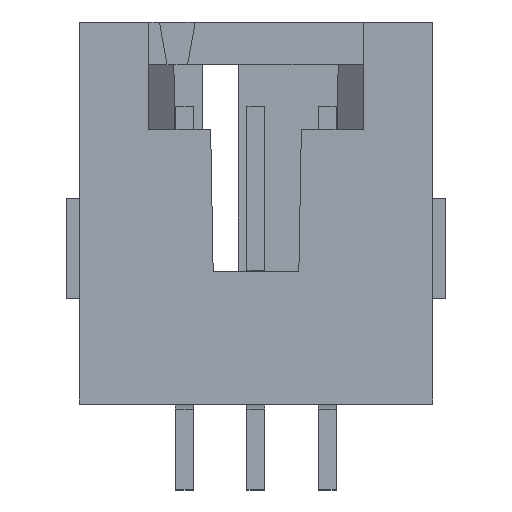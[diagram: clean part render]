
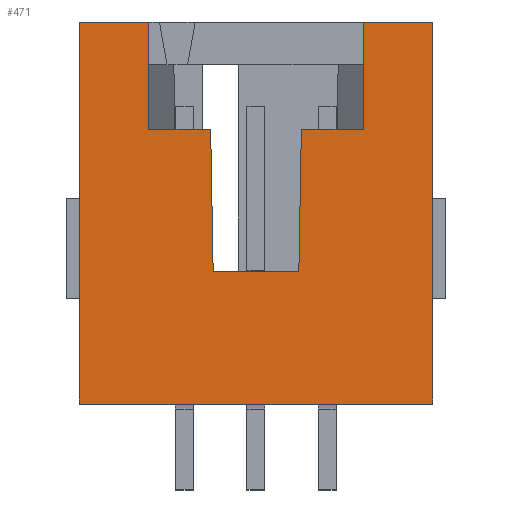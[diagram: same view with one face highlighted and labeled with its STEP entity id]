
A CAD part, top view. The second image highlights one B-rep face of the part: STEP entity #471.
In plain terms, the highlighted planar face has unit normal (0, 0, 1).
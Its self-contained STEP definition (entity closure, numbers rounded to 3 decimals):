
#64 = VERTEX_POINT('',#65);
#65 = CARTESIAN_POINT('',(6.285,-5.536,5.561));
#71 = EDGE_CURVE('',#72,#64,#74,.T.);
#72 = VERTEX_POINT('',#73);
#73 = CARTESIAN_POINT('',(6.285,8.054,5.561));
#74 = LINE('',#75,#76);
#75 = CARTESIAN_POINT('',(6.285,8.054,5.561));
#76 = VECTOR('',#77,1.);
#77 = DIRECTION('',(0.,-1.,0.));
#166 = EDGE_CURVE('',#72,#167,#169,.T.);
#167 = VERTEX_POINT('',#168);
#168 = CARTESIAN_POINT('',(3.815,8.054,5.561));
#169 = LINE('',#170,#171);
#170 = CARTESIAN_POINT('',(6.285,8.054,5.561));
#171 = VECTOR('',#172,1.);
#172 = DIRECTION('',(-1.,0.,0.));
#223 = VERTEX_POINT('',#224);
#224 = CARTESIAN_POINT('',(-3.815,8.054,5.561));
#230 = EDGE_CURVE('',#231,#223,#233,.T.);
#231 = VERTEX_POINT('',#232);
#232 = CARTESIAN_POINT('',(-6.285,8.054,5.561));
#233 = LINE('',#234,#235);
#234 = CARTESIAN_POINT('',(-6.285,8.054,5.561));
#235 = VECTOR('',#236,1.);
#236 = DIRECTION('',(1.,0.,0.));
#471 = ADVANCED_FACE('',(#472),#561,.T.);
#472 = FACE_BOUND('',#473,.F.);
#473 = EDGE_LOOP('',(#474,#484,#492,#500,#508,#514,#515,#516,#524,#530,
    #531,#539,#547,#555));
#474 = ORIENTED_EDGE('',*,*,#475,.T.);
#475 = EDGE_CURVE('',#476,#478,#480,.T.);
#476 = VERTEX_POINT('',#477);
#477 = CARTESIAN_POINT('',(-1.525,-0.836,5.561));
#478 = VERTEX_POINT('',#479);
#479 = CARTESIAN_POINT('',(1.525,-0.836,5.561));
#480 = LINE('',#481,#482);
#481 = CARTESIAN_POINT('',(-1.525,-0.836,5.561));
#482 = VECTOR('',#483,1.);
#483 = DIRECTION('',(1.,0.,0.));
#484 = ORIENTED_EDGE('',*,*,#485,.F.);
#485 = EDGE_CURVE('',#486,#478,#488,.T.);
#486 = VERTEX_POINT('',#487);
#487 = CARTESIAN_POINT('',(1.614,4.244,5.561));
#488 = LINE('',#489,#490);
#489 = CARTESIAN_POINT('',(1.614,4.244,5.561));
#490 = VECTOR('',#491,1.);
#491 = DIRECTION('',(-0.017,-1.,
    0.));
#492 = ORIENTED_EDGE('',*,*,#493,.F.);
#493 = EDGE_CURVE('',#494,#486,#496,.T.);
#494 = VERTEX_POINT('',#495);
#495 = CARTESIAN_POINT('',(2.884,4.244,5.561));
#496 = LINE('',#497,#498);
#497 = CARTESIAN_POINT('',(2.884,4.244,5.561));
#498 = VECTOR('',#499,1.);
#499 = DIRECTION('',(-1.,0.,0.));
#500 = ORIENTED_EDGE('',*,*,#501,.F.);
#501 = EDGE_CURVE('',#502,#494,#504,.T.);
#502 = VERTEX_POINT('',#503);
#503 = CARTESIAN_POINT('',(3.815,4.244,5.561));
#504 = LINE('',#505,#506);
#505 = CARTESIAN_POINT('',(3.815,4.244,5.561));
#506 = VECTOR('',#507,1.);
#507 = DIRECTION('',(-1.,0.,0.));
#508 = ORIENTED_EDGE('',*,*,#509,.F.);
#509 = EDGE_CURVE('',#167,#502,#510,.T.);
#510 = LINE('',#511,#512);
#511 = CARTESIAN_POINT('',(3.815,8.054,5.561));
#512 = VECTOR('',#513,1.);
#513 = DIRECTION('',(0.,-1.,0.));
#514 = ORIENTED_EDGE('',*,*,#166,.F.);
#515 = ORIENTED_EDGE('',*,*,#71,.T.);
#516 = ORIENTED_EDGE('',*,*,#517,.T.);
#517 = EDGE_CURVE('',#64,#518,#520,.T.);
#518 = VERTEX_POINT('',#519);
#519 = CARTESIAN_POINT('',(-6.285,-5.536,5.561));
#520 = LINE('',#521,#522);
#521 = CARTESIAN_POINT('',(6.285,-5.536,5.561));
#522 = VECTOR('',#523,1.);
#523 = DIRECTION('',(-1.,0.,0.));
#524 = ORIENTED_EDGE('',*,*,#525,.T.);
#525 = EDGE_CURVE('',#518,#231,#526,.T.);
#526 = LINE('',#527,#528);
#527 = CARTESIAN_POINT('',(-6.285,-5.536,5.561));
#528 = VECTOR('',#529,1.);
#529 = DIRECTION('',(0.,1.,0.));
#530 = ORIENTED_EDGE('',*,*,#230,.T.);
#531 = ORIENTED_EDGE('',*,*,#532,.T.);
#532 = EDGE_CURVE('',#223,#533,#535,.T.);
#533 = VERTEX_POINT('',#534);
#534 = CARTESIAN_POINT('',(-3.815,4.244,5.561));
#535 = LINE('',#536,#537);
#536 = CARTESIAN_POINT('',(-3.815,8.054,5.561));
#537 = VECTOR('',#538,1.);
#538 = DIRECTION('',(0.,-1.,0.));
#539 = ORIENTED_EDGE('',*,*,#540,.F.);
#540 = EDGE_CURVE('',#541,#533,#543,.T.);
#541 = VERTEX_POINT('',#542);
#542 = CARTESIAN_POINT('',(-2.884,4.244,5.561));
#543 = LINE('',#544,#545);
#544 = CARTESIAN_POINT('',(-2.884,4.244,5.561));
#545 = VECTOR('',#546,1.);
#546 = DIRECTION('',(-1.,0.,0.));
#547 = ORIENTED_EDGE('',*,*,#548,.F.);
#548 = EDGE_CURVE('',#549,#541,#551,.T.);
#549 = VERTEX_POINT('',#550);
#550 = CARTESIAN_POINT('',(-1.614,4.244,5.561));
#551 = LINE('',#552,#553);
#552 = CARTESIAN_POINT('',(-1.614,4.244,5.561));
#553 = VECTOR('',#554,1.);
#554 = DIRECTION('',(-1.,0.,0.));
#555 = ORIENTED_EDGE('',*,*,#556,.T.);
#556 = EDGE_CURVE('',#549,#476,#557,.T.);
#557 = LINE('',#558,#559);
#558 = CARTESIAN_POINT('',(-1.614,4.244,5.561));
#559 = VECTOR('',#560,1.);
#560 = DIRECTION('',(0.017,-1.,
    0.));
#561 = PLANE('',#562);
#562 = AXIS2_PLACEMENT_3D('',#563,#564,#565);
#563 = CARTESIAN_POINT('',(6.285,-5.536,5.561));
#564 = DIRECTION('',(0.,0.,1.));
#565 = DIRECTION('',(0.,1.,0.));
